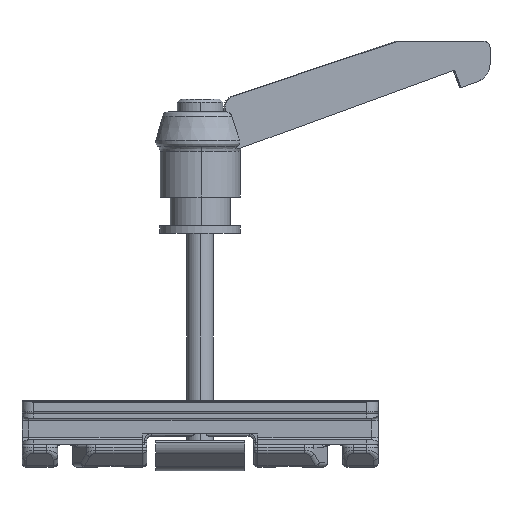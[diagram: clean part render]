
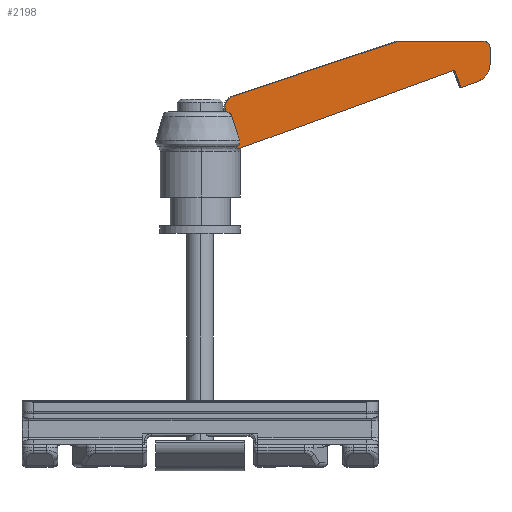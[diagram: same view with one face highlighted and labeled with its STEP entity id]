
A CAD part, left-side view. The second image highlights one B-rep face of the part: STEP entity #2198.
In plain terms, the highlighted planar face has unit normal (-0.999, -0.037, 0).
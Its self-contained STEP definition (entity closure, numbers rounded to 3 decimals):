
#2198=ADVANCED_FACE('NONE',(#4402),#4403,.T.);
#4402=FACE_OUTER_BOUND('',#7562,.T.);
#4403=PLANE('',#7563);
#7562=EDGE_LOOP('',(#13896,#13897,#13898,#13899,#13900,#13901,#13902,#13903,#13904,#13905,#13906,#13907,#13908,#13909,#13910,#13911));
#7563=AXIS2_PLACEMENT_3D('',#13912,#13913,#13914);
#13896=ORIENTED_EDGE('',*,*,#16347,.F.);
#13897=ORIENTED_EDGE('',*,*,#16571,.T.);
#13898=ORIENTED_EDGE('',*,*,#16324,.T.);
#13899=ORIENTED_EDGE('',*,*,#16572,.T.);
#13900=ORIENTED_EDGE('',*,*,#16573,.T.);
#13901=ORIENTED_EDGE('',*,*,#16537,.T.);
#13902=ORIENTED_EDGE('',*,*,#16505,.T.);
#13903=ORIENTED_EDGE('',*,*,#16511,.T.);
#13904=ORIENTED_EDGE('',*,*,#16515,.T.);
#13905=ORIENTED_EDGE('',*,*,#16518,.T.);
#13906=ORIENTED_EDGE('',*,*,#16522,.T.);
#13907=ORIENTED_EDGE('',*,*,#16485,.F.);
#13908=ORIENTED_EDGE('',*,*,#16526,.T.);
#13909=ORIENTED_EDGE('',*,*,#16529,.T.);
#13910=ORIENTED_EDGE('',*,*,#16492,.T.);
#13911=ORIENTED_EDGE('',*,*,#16559,.T.);
#13912=CARTESIAN_POINT('',(-2.493,-61.084,78.502));
#13913=DIRECTION('',(-0.999,-0.037,0.));
#13914=DIRECTION('',(0.037,-0.999,0.0));
#16324=EDGE_CURVE('NONE',#19847,#19845,#19848,.T.);
#16347=EDGE_CURVE('NONE',#19884,#19886,#19887,.T.);
#16485=EDGE_CURVE('NONE',#20091,#20092,#20093,.T.);
#16492=EDGE_CURVE('NONE',#20105,#20103,#20106,.T.);
#16505=EDGE_CURVE('NONE',#20126,#20124,#20127,.T.);
#16511=EDGE_CURVE('NONE',#20124,#20135,#20137,.T.);
#16515=EDGE_CURVE('NONE',#20135,#20140,#20143,.T.);
#16518=EDGE_CURVE('NONE',#20140,#20146,#20147,.T.);
#16522=EDGE_CURVE('NONE',#20146,#20092,#20152,.T.);
#16526=EDGE_CURVE('NONE',#20091,#20155,#20158,.T.);
#16529=EDGE_CURVE('NONE',#20155,#20105,#20161,.T.);
#16537=EDGE_CURVE('NONE',#20174,#20126,#20175,.T.);
#16559=EDGE_CURVE('NONE',#20103,#19886,#20205,.T.);
#16571=EDGE_CURVE('NONE',#19884,#19847,#20221,.T.);
#16572=EDGE_CURVE('NONE',#19845,#20222,#20223,.T.);
#16573=EDGE_CURVE('NONE',#20222,#20174,#20224,.T.);
#19845=VERTEX_POINT('NONE',#26305);
#19847=VERTEX_POINT('NONE',#26307);
#19848=B_SPLINE_CURVE_WITH_KNOTS('',3,(#26308,#26309,#26310,#26311),.UNSPECIFIED.,.F.,.F.,(4,4),(0.0,0.),.UNSPECIFIED.);
#19884=VERTEX_POINT('NONE',#26356);
#19886=VERTEX_POINT('NONE',#26358);
#19887=B_SPLINE_CURVE_WITH_KNOTS('',3,(#26359,#26360,#26361,#26362),.UNSPECIFIED.,.F.,.F.,(4,4),(0.0,0.006),.UNSPECIFIED.);
#20091=VERTEX_POINT('NONE',#26606);
#20092=VERTEX_POINT('NONE',#26607);
#20093=CIRCLE('',#26608,2.7);
#20103=VERTEX_POINT('NONE',#26621);
#20105=VERTEX_POINT('NONE',#26626);
#20106=LINE('',#26627,#26628);
#20124=VERTEX_POINT('NONE',#26666);
#20126=VERTEX_POINT('NONE',#26669);
#20127=LINE('',#26670,#26671);
#20135=VERTEX_POINT('NONE',#26682);
#20137=CIRCLE('',#26685,4.05);
#20140=VERTEX_POINT('NONE',#26688);
#20143=LINE('',#26692,#26693);
#20146=VERTEX_POINT('NONE',#26697);
#20147=CIRCLE('',#26698,1.35);
#20152=LINE('',#26704,#26705);
#20155=VERTEX_POINT('NONE',#26709);
#20158=LINE('',#26713,#26714);
#20161=CIRCLE('',#26718,2.85);
#20174=VERTEX_POINT('NONE',#26736);
#20175=LINE('',#26737,#26738);
#20205=B_SPLINE_CURVE_WITH_KNOTS('',3,(#26779,#26780,#26781,#26782,#26783,#26784,#26785,#26786,#26787,#26788),.UNSPECIFIED.,.F.,.F.,(4,2,2,2,4),(0.,0.,0.001,0.001,0.002),.UNSPECIFIED.);
#20221=B_SPLINE_CURVE_WITH_KNOTS('',3,(#26825,#26826,#26827,#26828,#26829,#26830),.UNSPECIFIED.,.F.,.F.,(4,2,4),(0.0,0.001,0.002),.UNSPECIFIED.);
#20222=VERTEX_POINT('NONE',#26831);
#20223=LINE('',#26832,#26833);
#20224=LINE('',#26834,#26835);
#26305=CARTESIAN_POINT('',(-4.455,-8.065,59.7));
#26307=CARTESIAN_POINT('',(-4.443,-8.384,60.01));
#26308=CARTESIAN_POINT('',(-4.443,-8.384,60.01));
#26309=CARTESIAN_POINT('',(-4.448,-8.262,59.923));
#26310=CARTESIAN_POINT('',(-4.452,-8.155,59.82));
#26311=CARTESIAN_POINT('',(-4.455,-8.065,59.7));
#26356=CARTESIAN_POINT('',(-4.424,-8.888,61.409));
#26358=CARTESIAN_POINT('',(-4.49,-7.128,66.859));
#26359=CARTESIAN_POINT('',(-4.424,-8.888,61.409));
#26360=CARTESIAN_POINT('',(-4.446,-8.316,63.231));
#26361=CARTESIAN_POINT('',(-4.467,-7.733,65.048));
#26362=CARTESIAN_POINT('',(-4.49,-7.128,66.859));
#26606=CARTESIAN_POINT('',(-3.116,-44.252,83.659));
#26607=CARTESIAN_POINT('',(-3.099,-44.721,83.7));
#26608=AXIS2_PLACEMENT_3D('',#29558,#29559,#29560);
#26621=CARTESIAN_POINT('',(-4.545,-5.639,67.845));
#26626=CARTESIAN_POINT('',(-4.545,-5.639,68.65));
#26627=CARTESIAN_POINT('',(-4.545,-5.639,68.65));
#26628=VECTOR('',#29567,1000.0);
#26666=CARTESIAN_POINT('',(-2.442,-62.468,74.696));
#26669=CARTESIAN_POINT('',(-2.584,-58.636,73.3));
#26670=CARTESIAN_POINT('',(-2.584,-58.636,73.3));
#26671=VECTOR('',#29579,1000.0);
#26682=CARTESIAN_POINT('',(-2.344,-65.131,78.502));
#26685=AXIS2_PLACEMENT_3D('',#29584,#29585,#29586);
#26688=CARTESIAN_POINT('',(-2.344,-65.131,82.35));
#26692=CARTESIAN_POINT('',(-2.344,-65.131,78.502));
#26693=VECTOR('',#29591,1000.0);
#26697=CARTESIAN_POINT('',(-2.394,-63.782,83.7));
#26698=AXIS2_PLACEMENT_3D('',#29593,#29594,#29595);
#26704=CARTESIAN_POINT('',(-2.493,-61.084,83.7));
#26705=VECTOR('',#29600,1000.0);
#26709=CARTESIAN_POINT('',(-4.473,-7.582,71.352));
#26713=CARTESIAN_POINT('',(-3.116,-44.252,83.659));
#26714=VECTOR('',#29603,1000.0);
#26718=AXIS2_PLACEMENT_3D('',#29605,#29606,#29607);
#26736=CARTESIAN_POINT('',(-2.636,-57.217,77.2));
#26737=CARTESIAN_POINT('',(-2.636,-57.217,77.2));
#26738=VECTOR('',#29616,1000.0);
#26779=CARTESIAN_POINT('',(-4.545,-5.639,67.845));
#26780=CARTESIAN_POINT('',(-4.539,-5.798,67.834));
#26781=CARTESIAN_POINT('',(-4.533,-5.952,67.808));
#26782=CARTESIAN_POINT('',(-4.522,-6.253,67.719));
#26783=CARTESIAN_POINT('',(-4.516,-6.4,67.656));
#26784=CARTESIAN_POINT('',(-4.507,-6.668,67.492));
#26785=CARTESIAN_POINT('',(-4.502,-6.792,67.389));
#26786=CARTESIAN_POINT('',(-4.494,-6.996,67.15));
#26787=CARTESIAN_POINT('',(-4.491,-7.077,67.011));
#26788=CARTESIAN_POINT('',(-4.49,-7.128,66.859));
#26825=CARTESIAN_POINT('',(-4.424,-8.888,61.409));
#26826=CARTESIAN_POINT('',(-4.421,-8.969,61.154));
#26827=CARTESIAN_POINT('',(-4.422,-8.961,60.879));
#26828=CARTESIAN_POINT('',(-4.429,-8.774,60.379));
#26829=CARTESIAN_POINT('',(-4.435,-8.601,60.166));
#26830=CARTESIAN_POINT('',(-4.443,-8.384,60.01));
#26831=CARTESIAN_POINT('',(-4.414,-9.169,59.7));
#26832=CARTESIAN_POINT('',(-4.545,-5.639,59.7));
#26833=VECTOR('',#29647,1000.0);
#26834=CARTESIAN_POINT('',(-4.414,-9.169,59.7));
#26835=VECTOR('',#29648,1000.0);
#29558=CARTESIAN_POINT('',(-3.099,-44.721,81.));
#29559=DIRECTION('',(0.999,0.037,0.));
#29560=DIRECTION('',(0.037,-0.999,0.));
#29567=DIRECTION('',(0.0,0.0,-1.0));
#29579=DIRECTION('',(0.035,-0.939,0.342));
#29584=CARTESIAN_POINT('',(-2.493,-61.084,78.502));
#29585=DIRECTION('',(-0.999,-0.037,0.));
#29586=DIRECTION('',(0.037,-0.999,0.0));
#29591=DIRECTION('',(0.0,0.0,1.0));
#29593=CARTESIAN_POINT('',(-2.394,-63.782,82.35));
#29594=DIRECTION('',(-0.999,-0.037,0.));
#29595=DIRECTION('',(0.037,-0.999,0.0));
#29600=DIRECTION('',(-0.037,0.999,-0.0));
#29603=DIRECTION('',(-0.035,0.947,-0.318));
#29605=CARTESIAN_POINT('',(-4.439,-8.487,68.65));
#29606=DIRECTION('',(-0.999,-0.037,0.));
#29607=DIRECTION('',(0.037,-0.999,0.0));
#29616=DIRECTION('',(0.013,-0.342,-0.94));
#29647=DIRECTION('',(0.037,-0.999,0.0));
#29648=DIRECTION('',(0.035,-0.939,0.342));
